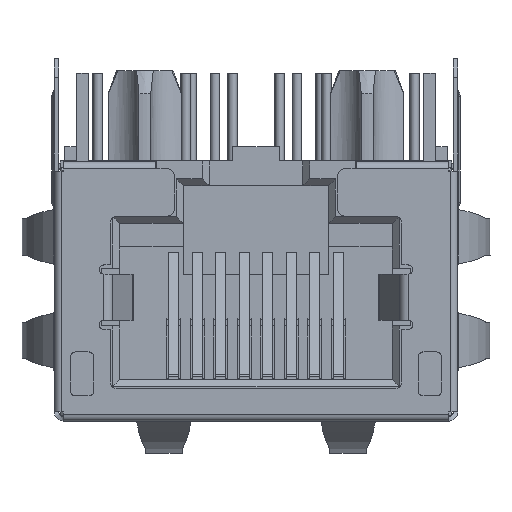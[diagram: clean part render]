
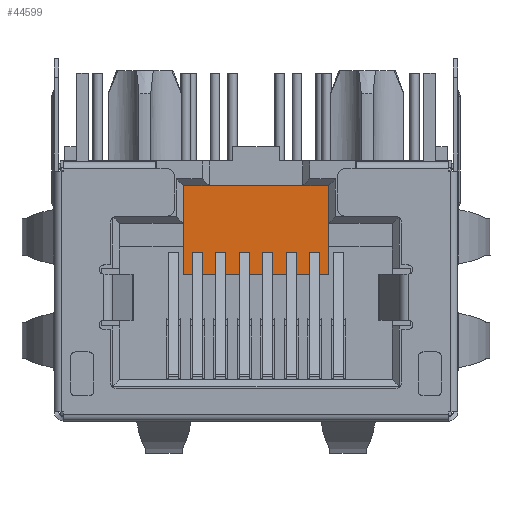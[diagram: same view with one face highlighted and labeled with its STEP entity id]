
A CAD part, front view. The second image highlights one B-rep face of the part: STEP entity #44599.
In plain terms, the highlighted face is planar.
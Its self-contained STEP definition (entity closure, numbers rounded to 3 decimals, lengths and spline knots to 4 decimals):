
#3163=LINE('',#62736,#6721);
#3736=LINE('',#64007,#7294);
#3748=LINE('',#64031,#7306);
#3749=LINE('',#64033,#7307);
#6721=VECTOR('',#51914,1000.);
#7294=VECTOR('',#53121,1000.);
#7306=VECTOR('',#53145,1000.);
#7307=VECTOR('',#53148,1000.);
#13953=ORIENTED_EDGE('',*,*,#21143,.T.);
#13954=ORIENTED_EDGE('',*,*,#20484,.T.);
#13955=ORIENTED_EDGE('',*,*,#21142,.T.);
#13956=ORIENTED_EDGE('',*,*,#21130,.T.);
#20484=EDGE_CURVE('',#24632,#24631,#3163,.T.);
#21130=EDGE_CURVE('',#25013,#25012,#3736,.T.);
#21142=EDGE_CURVE('',#24631,#25013,#3748,.T.);
#21143=EDGE_CURVE('',#25012,#24632,#3749,.T.);
#24631=VERTEX_POINT('',#62735);
#24632=VERTEX_POINT('',#62737);
#25012=VERTEX_POINT('',#64006);
#25013=VERTEX_POINT('',#64008);
#27377=EDGE_LOOP('',(#13953,#13954,#13955,#13956));
#29367=FACE_BOUND('',#27377,.T.);
#31013=PLANE('',#46871);
#44599=ADVANCED_FACE('',(#29367),#31013,.T.);
#46871=AXIS2_PLACEMENT_3D('',#64032,#53146,#53147);
#51914=DIRECTION('',(0.,0.,1.));
#53121=DIRECTION('',(0.,0.,-1.));
#53145=DIRECTION('',(1.,0.,0.));
#53146=DIRECTION('',(0.,1.,0.));
#53147=DIRECTION('',(-1.,0.,0.));
#53148=DIRECTION('',(-1.,0.,0.));
#62735=CARTESIAN_POINT('',(-3.15,-10.75,4.595));
#62736=CARTESIAN_POINT('',(-3.15,-10.75,0.755));
#62737=CARTESIAN_POINT('',(-3.15,-10.75,0.755));
#64006=CARTESIAN_POINT('',(3.15,-10.75,0.755));
#64007=CARTESIAN_POINT('',(3.15,-10.75,4.595));
#64008=CARTESIAN_POINT('',(3.15,-10.75,4.595));
#64031=CARTESIAN_POINT('',(-3.15,-10.75,4.595));
#64032=CARTESIAN_POINT('',(0.,-10.75,2.675));
#64033=CARTESIAN_POINT('',(3.15,-10.75,0.755));
